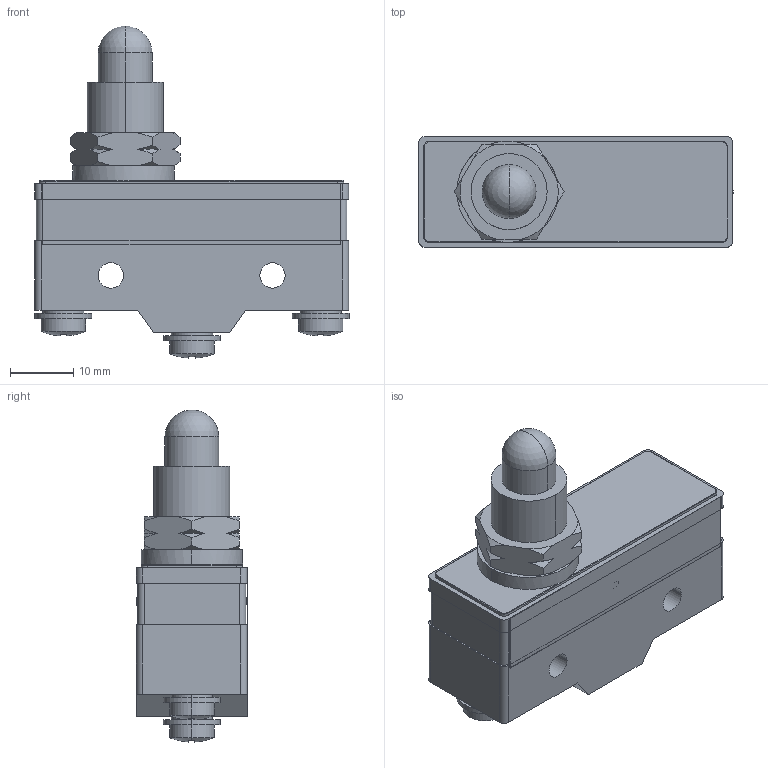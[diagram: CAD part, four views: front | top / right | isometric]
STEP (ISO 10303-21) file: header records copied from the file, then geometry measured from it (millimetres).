
FILE_DESCRIPTION((''),'2;1');
FILE_NAME('11M','2022-03-01T',('qinxiong.ji'),(''),'PRO/ENGINEER BY PARAMETRIC TECHNOLOGY CORPORATION, 2015440','PRO/ENGINEER BY PARAMETRIC TECHNOLOGY CORPORATION, 2015440','');
FILE_SCHEMA(('CONFIG_CONTROL_DESIGN'));
Length unit declared in the file: millimetre
Products named in the file (1): 11M
Bounding box: 49.6 x 17.55 x 52.38 mm (x, y, z)
Volume: 17691.6 mm3; surface area: 11140.1 mm2
Topology: 1 solids, 6 shells, 506 faces, 1354 edges, 882 vertices
Faces by surface type: plane 290, cylinder 174, cone 26, sphere 8, torus 8
Entity records: 16118 total; most frequent: CARTESIAN_POINT 3127, DIRECTION 2736, ORIENTED_EDGE 2700, EDGE_CURVE 1350, AXIS2_PLACEMENT_3D 931, VERTEX_POINT 882, VECTOR 874, LINE 874
